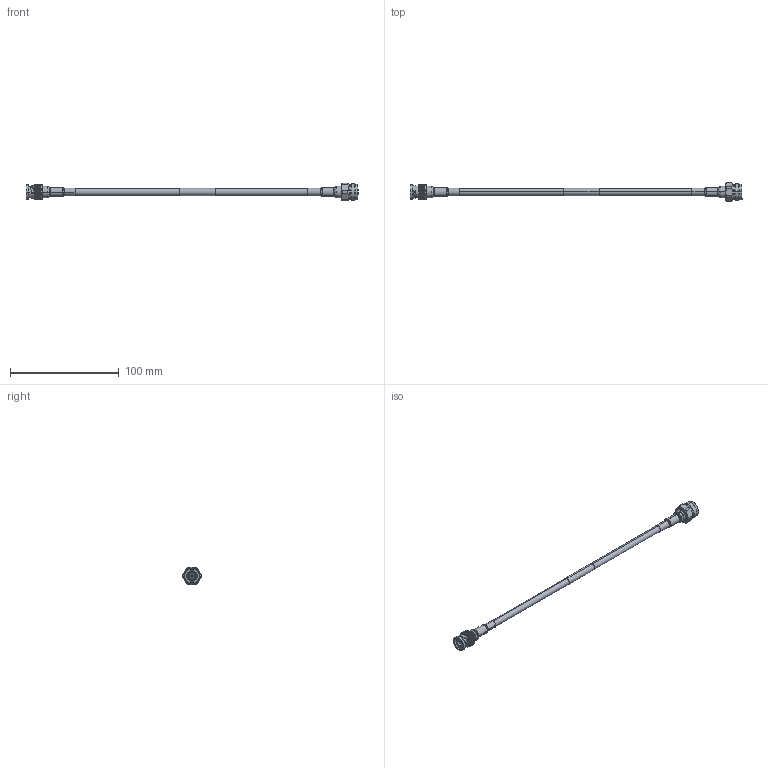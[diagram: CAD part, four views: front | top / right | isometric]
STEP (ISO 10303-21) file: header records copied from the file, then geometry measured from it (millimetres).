
FILE_DESCRIPTION (( 'STEP AP214' ), '1' );
FILE_NAME ('FMCA2203_3D.step', '2025-02-11T17:11:55', ( '' ), ( '' ), 'SwSTEP 2.0', 'SolidWorks 2022', '' );
FILE_SCHEMA (( 'AUTOMOTIVE_DESIGN' ));
Length unit declared in the file: inch
Products named in the file (12): Copy of TC-240-BM-X_ferrule^TC-240-BM-X_FMCA2203; Copy of TC-240-TM-X_body^TC-240-TM-X_FMCA2203_WITH HS; Copy of TC-240-BM-X_body^TC-240-BM-X_FMCA2203_with HS; Copy of TC-240-BM-X_c-contact^TC-240-BM-X_FMCA2203; TC-240-TM-X^FMCA2203; Copy of TC-240-TM-X_insulator^TC-240-TM-X_FMCA2203; Copy of TC-240-TM-X_c-contact^TC-240-TM-X_FMCA2203; Copy of TC-240-BM-X_insulator^TC-240-BM-X_FMCA2203; LMR-240-UF^FMCA2203_WITH LABEL; Copy of TC-240-TM-X_ferrule^TC-240-TM-X_FMCA2203; FMCA2203_3D; TC-240-BM-X^FMCA2203
Assembly tree (11 placements, depth 3):
  FMCA2203_3D
    LMR-240-UF^FMCA2203_WITH LABEL
    TC-240-BM-X^FMCA2203
      Copy of TC-240-BM-X_body^TC-240-BM-X_FMCA2203_with HS
      Copy of TC-240-BM-X_c-contact^TC-240-BM-X_FMCA2203
      Copy of TC-240-BM-X_insulator^TC-240-BM-X_FMCA2203
      Copy of TC-240-BM-X_ferrule^TC-240-BM-X_FMCA2203
    TC-240-TM-X^FMCA2203
      Copy of TC-240-TM-X_body^TC-240-TM-X_FMCA2203_WITH HS
      Copy of TC-240-TM-X_c-contact^TC-240-TM-X_FMCA2203
      Copy of TC-240-TM-X_insulator^TC-240-TM-X_FMCA2203
      Copy of TC-240-TM-X_ferrule^TC-240-TM-X_FMCA2203
Bounding box: 304.75 x 17.23 x 15.8 mm (x, y, z)
Volume: 13156 mm3; surface area: 14062.1 mm2
Topology: 9 solids, 14 shells, 667 faces, 1648 edges, 1026 vertices
Faces by surface type: cylinder 268, plane 229, cone 124, torus 36, bspline 8, sphere 2
Entity records: 23498 total; most frequent: CARTESIAN_POINT 6335, ORIENTED_EDGE 3284, DIRECTION 2930, EDGE_CURVE 1642, AXIS2_PLACEMENT_3D 1167, VERTEX_POINT 1026, EDGE_LOOP 714, FACE_OUTER_BOUND 667
